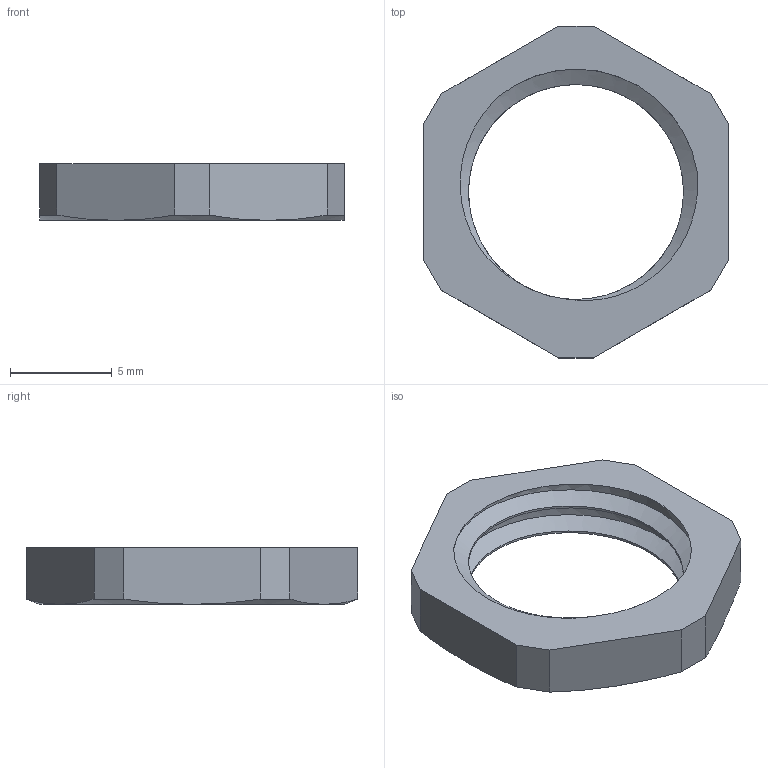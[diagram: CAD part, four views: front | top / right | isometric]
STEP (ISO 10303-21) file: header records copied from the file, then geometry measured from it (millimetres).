
FILE_DESCRIPTION(/* description */ ('Sechskantmutter Metall M 12x1,5'),/* implementation_level */ '2;1');
FILE_NAME(/* name */ '61006512LF-RST.stp',/* time_stamp */ '2020-10-14T08:45:31+02:00',/* author */ ('sl'),/* organization */ (''),/* preprocessor_version */ 'ST-DEVELOPER v16.5',/* originating_system */ 'Autodesk Inventor 2017',/* authorisation */ '');
FILE_SCHEMA (('AUTOMOTIVE_DESIGN { 1 0 10303 214 3 1 1 }'));
Length unit declared in the file: millimetre
Products named in the file (1): 61006512LF
Bounding box: 15 x 16.34 x 2.79 mm (x, y, z)
Volume: 242.7 mm3; surface area: 469.7 mm2
Topology: 1 solids, 1 shells, 24 faces, 60 edges, 38 vertices
Faces by surface type: plane 14, cone 6, bspline 2, cylinder 2
Entity records: 1150 total; most frequent: CARTESIAN_POINT 609, ORIENTED_EDGE 120, DIRECTION 90, EDGE_CURVE 60, VERTEX_POINT 38, AXIS2_PLACEMENT_3D 33, EDGE_LOOP 26, LINE 24
